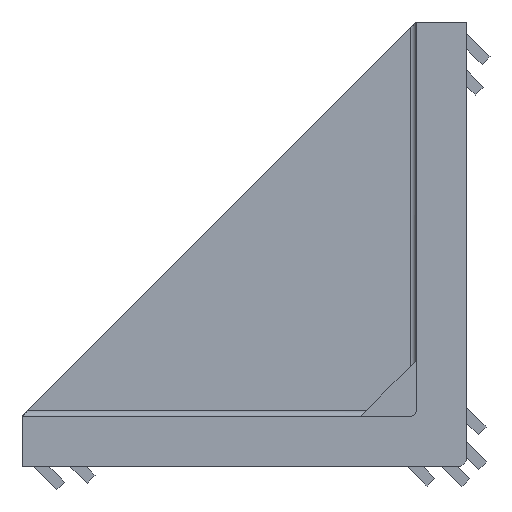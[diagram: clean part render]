
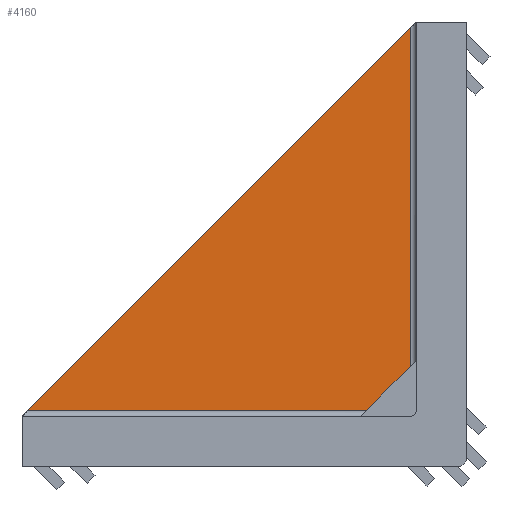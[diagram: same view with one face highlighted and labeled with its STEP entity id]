
A CAD part, left-side view. The second image highlights one B-rep face of the part: STEP entity #4160.
In plain terms, the highlighted planar face has unit normal (-1, 0, 0).
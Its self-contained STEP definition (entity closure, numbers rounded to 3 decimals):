
#129 = VERTEX_POINT ( 'NONE', #2801 ) ;
#133 = ORIENTED_EDGE ( 'NONE', *, *, #1076, .F. ) ;
#228 = FACE_OUTER_BOUND ( 'NONE', #4462, .T. ) ;
#385 = CARTESIAN_POINT ( 'NONE',  ( 11.8, -29.9, -29.9 ) ) ;
#447 = DIRECTION ( 'NONE',  ( 0., -1., 0. ) ) ;
#501 = CARTESIAN_POINT ( 'NONE',  ( 11.8, 39.9, -30.9 ) ) ;
#605 = VECTOR ( 'NONE', #4457, 1000. ) ;
#762 = ORIENTED_EDGE ( 'NONE', *, *, #1269, .T. ) ;
#1064 = CARTESIAN_POINT ( 'NONE',  ( 11.8, -29.9, 39.9 ) ) ;
#1076 = EDGE_CURVE ( 'NONE', #1956, #1532, #1566, .T. ) ;
#1269 = EDGE_CURVE ( 'NONE', #129, #1532, #1618, .T. ) ;
#1532 = VERTEX_POINT ( 'NONE', #2792 ) ;
#1566 = LINE ( 'NONE', #501, #1673 ) ;
#1618 = LINE ( 'NONE', #1064, #605 ) ;
#1673 = VECTOR ( 'NONE', #4266, 1000. ) ;
#1956 = VERTEX_POINT ( 'NONE', #2847 ) ;
#2175 = DIRECTION ( 'NONE',  ( 0., 0., -1. ) ) ;
#2196 = EDGE_CURVE ( 'NONE', #1956, #129, #2694, .T. ) ;
#2217 = DIRECTION ( 'NONE',  ( 1., 0., 0. ) ) ;
#2694 = LINE ( 'NONE', #385, #3504 ) ;
#2778 = AXIS2_PLACEMENT_3D ( 'NONE', #3913, #2217, #2175 ) ;
#2792 = CARTESIAN_POINT ( 'NONE',  ( 11.8, -29.9, 38.9 ) ) ;
#2801 = CARTESIAN_POINT ( 'NONE',  ( 11.8, -29.9, -29.9 ) ) ;
#2847 = CARTESIAN_POINT ( 'NONE',  ( 11.8, 38.9, -29.9 ) ) ;
#3021 = PLANE ( 'NONE',  #2778 ) ;
#3504 = VECTOR ( 'NONE', #447, 1000. ) ;
#3913 = CARTESIAN_POINT ( 'NONE',  ( 11.8, 39.9, 39.9 ) ) ;
#4160 = ADVANCED_FACE ( 'NONE', ( #228 ), #3021, .F. ) ;
#4266 = DIRECTION ( 'NONE',  ( 0., -0.707, 0.707 ) ) ;
#4437 = ORIENTED_EDGE ( 'NONE', *, *, #2196, .T. ) ;
#4457 = DIRECTION ( 'NONE',  ( 0., 0., 1. ) ) ;
#4462 = EDGE_LOOP ( 'NONE', ( #4437, #762, #133 ) ) ;
